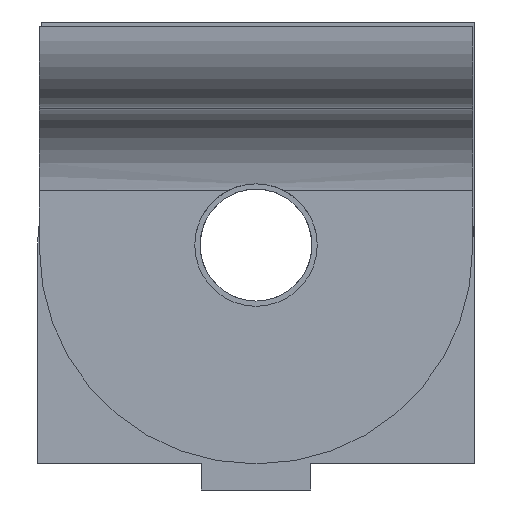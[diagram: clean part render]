
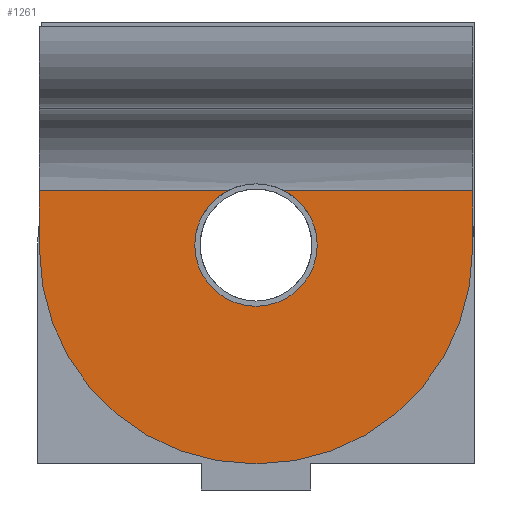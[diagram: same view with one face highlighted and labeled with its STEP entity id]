
A CAD part, left-side view. The second image highlights one B-rep face of the part: STEP entity #1261.
In plain terms, the highlighted planar face has unit normal (-1, 0, 0).
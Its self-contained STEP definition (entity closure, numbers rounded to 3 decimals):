
#1035=CARTESIAN_POINT('',(-0.688,0.14,0.5));
#1036=VERTEX_POINT('',#1035);
#1052=CARTESIAN_POINT('',(-0.688,-0.14,0.5));
#1053=VERTEX_POINT('',#1052);
#1060=CARTESIAN_POINT('',(-0.688,-0.065,0.624));
#1061=VERTEX_POINT('',#1060);
#1062=CARTESIAN_POINT('',(-0.688,0.,0.5));
#1063=DIRECTION('',(1.0,0.0,0.0));
#1064=DIRECTION('',(0.0,1.0,0.0));
#1065=AXIS2_PLACEMENT_3D('',#1062,#1063,#1064);
#1066=CIRCLE('',#1065,0.14);
#1067=EDGE_CURVE('',#1061,#1053,#1066,.T.);
#1069=CARTESIAN_POINT('',(-0.688,0.065,0.624));
#1070=VERTEX_POINT('',#1069);
#1080=CARTESIAN_POINT('',(-0.688,0.,0.5));
#1081=DIRECTION('',(1.0,0.0,0.0));
#1082=DIRECTION('',(0.0,1.0,0.0));
#1083=AXIS2_PLACEMENT_3D('',#1080,#1081,#1082);
#1084=CIRCLE('',#1083,0.14);
#1085=EDGE_CURVE('',#1036,#1070,#1084,.T.);
#1096=CARTESIAN_POINT('',(-0.688,0.,0.5));
#1097=DIRECTION('',(1.0,0.0,0.0));
#1098=DIRECTION('',(0.0,1.0,0.0));
#1099=AXIS2_PLACEMENT_3D('',#1096,#1097,#1098);
#1100=CIRCLE('',#1099,0.14);
#1101=EDGE_CURVE('',#1053,#1036,#1100,.T.);
#1195=CARTESIAN_POINT('',(-0.688,0.495,0.));
#1196=DIRECTION('',(-1.0,0.0,0.0));
#1197=DIRECTION('',(0.0,0.0,1.0));
#1198=AXIS2_PLACEMENT_3D('',#1195,#1196,#1197);
#1199=PLANE('',#1198);
#1200=ORIENTED_EDGE('',*,*,#1067,.T.);
#1201=ORIENTED_EDGE('',*,*,#1101,.T.);
#1202=ORIENTED_EDGE('',*,*,#1085,.T.);
#1203=CARTESIAN_POINT('',(-0.688,0.495,0.624));
#1204=VERTEX_POINT('',#1203);
#1205=CARTESIAN_POINT('',(-0.688,0.495,0.624));
#1206=DIRECTION('',(0.0,-1.0,0.0));
#1207=VECTOR('',#1206,0.43);
#1208=LINE('',#1205,#1207);
#1209=EDGE_CURVE('',#1204,#1070,#1208,.T.);
#1210=ORIENTED_EDGE('',*,*,#1209,.F.);
#1211=CARTESIAN_POINT('',(-0.688,0.495,0.49));
#1212=VERTEX_POINT('',#1211);
#1213=CARTESIAN_POINT('',(-0.688,0.495,0.49));
#1214=DIRECTION('',(0.0,0.0,1.0));
#1215=VECTOR('',#1214,0.134);
#1216=LINE('',#1213,#1215);
#1217=EDGE_CURVE('',#1212,#1204,#1216,.T.);
#1218=ORIENTED_EDGE('',*,*,#1217,.F.);
#1219=CARTESIAN_POINT('',(-0.688,0.005,0.));
#1220=VERTEX_POINT('',#1219);
#1221=CARTESIAN_POINT('',(-0.688,0.005,0.49));
#1222=DIRECTION('',(1.0,0.,0.));
#1223=DIRECTION('',(0.,0.707,-0.707));
#1224=AXIS2_PLACEMENT_3D('',#1221,#1222,#1223);
#1225=CIRCLE('',#1224,0.49);
#1226=EDGE_CURVE('',#1220,#1212,#1225,.T.);
#1227=ORIENTED_EDGE('',*,*,#1226,.F.);
#1228=CARTESIAN_POINT('',(-0.688,-0.005,0.));
#1229=VERTEX_POINT('',#1228);
#1230=CARTESIAN_POINT('',(-0.688,0.005,0.));
#1231=DIRECTION('',(0.0,-1.0,0.0));
#1232=VECTOR('',#1231,0.01);
#1233=LINE('',#1230,#1232);
#1234=EDGE_CURVE('',#1220,#1229,#1233,.T.);
#1235=ORIENTED_EDGE('',*,*,#1234,.T.);
#1236=CARTESIAN_POINT('',(-0.688,-0.495,0.49));
#1237=VERTEX_POINT('',#1236);
#1238=CARTESIAN_POINT('',(-0.688,-0.005,0.49));
#1239=DIRECTION('',(1.0,0.,0.));
#1240=DIRECTION('',(0.,-0.707,-0.707));
#1241=AXIS2_PLACEMENT_3D('',#1238,#1239,#1240);
#1242=CIRCLE('',#1241,0.49);
#1243=EDGE_CURVE('',#1237,#1229,#1242,.T.);
#1244=ORIENTED_EDGE('',*,*,#1243,.F.);
#1245=CARTESIAN_POINT('',(-0.688,-0.495,0.624));
#1246=VERTEX_POINT('',#1245);
#1247=CARTESIAN_POINT('',(-0.688,-0.495,0.49));
#1248=DIRECTION('',(0.0,0.0,1.0));
#1249=VECTOR('',#1248,0.134);
#1250=LINE('',#1247,#1249);
#1251=EDGE_CURVE('',#1237,#1246,#1250,.T.);
#1252=ORIENTED_EDGE('',*,*,#1251,.T.);
#1253=CARTESIAN_POINT('',(-0.688,-0.065,0.624));
#1254=DIRECTION('',(0.0,-1.0,0.0));
#1255=VECTOR('',#1254,0.43);
#1256=LINE('',#1253,#1255);
#1257=EDGE_CURVE('',#1061,#1246,#1256,.T.);
#1258=ORIENTED_EDGE('',*,*,#1257,.F.);
#1259=EDGE_LOOP('',(#1200,#1201,#1202,#1210,#1218,#1227,#1235,#1244,#1252,#1258));
#1260=FACE_OUTER_BOUND('',#1259,.T.);
#1261=ADVANCED_FACE('',(#1260),#1199,.T.);
